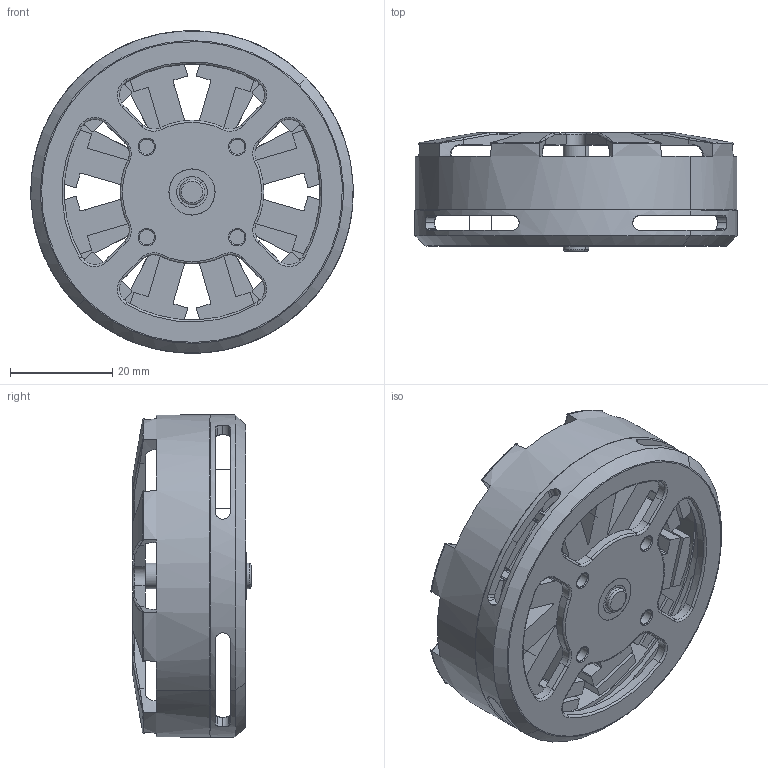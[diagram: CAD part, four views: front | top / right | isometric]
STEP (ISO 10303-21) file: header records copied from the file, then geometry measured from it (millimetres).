
FILE_DESCRIPTION (( 'STEP AP214' ), '1' );
FILE_NAME ('Turnigy 5208.STEP', '2020-01-03T11:54:02', ( '' ), ( '' ), 'SwSTEP 2.0', 'SolidWorks 2018', '' );
FILE_SCHEMA (( 'AUTOMOTIVE_DESIGN' ));
Length unit declared in the file: millimetre
Products named in the file (1): Turnigy 5208
Bounding box: 63 x 23.1 x 63 mm (x, y, z)
Surface area: 25848.9 mm2 (no closed solid volume)
Topology: 0 solids, 44 shells, 599 faces, 1690 edges, 1106 vertices
Faces by surface type: bspline 599
Entity records: 27392 total; most frequent: CARTESIAN_POINT 17782, ORIENTED_EDGE 3238, EDGE_CURVE 1674, B_SPLINE_CURVE_WITH_KNOTS 1252, VERTEX_POINT 1106, EDGE_LOOP 639, ADVANCED_FACE 599, FACE_OUTER_BOUND 599
